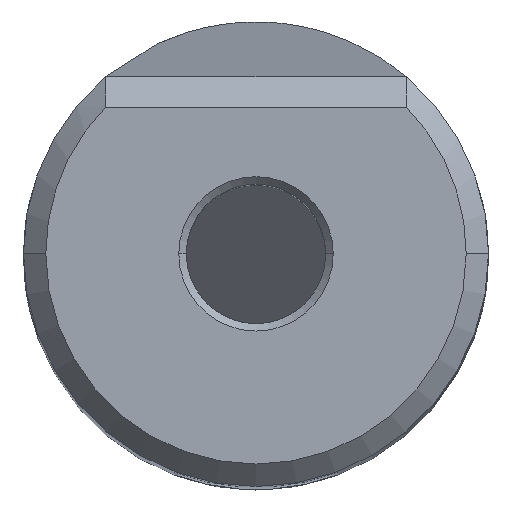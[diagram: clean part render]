
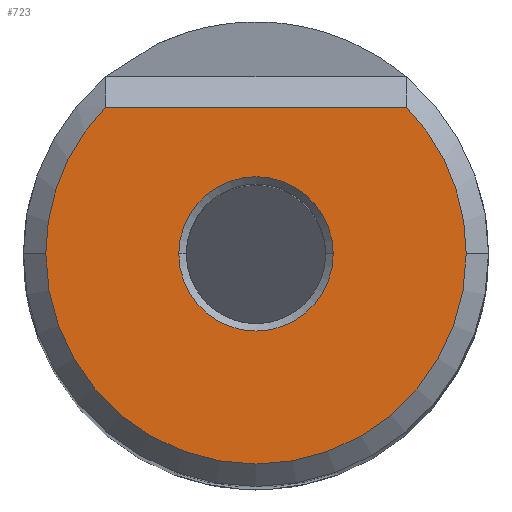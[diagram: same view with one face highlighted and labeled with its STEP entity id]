
A CAD part, top view. The second image highlights one B-rep face of the part: STEP entity #723.
In plain terms, the highlighted planar face has unit normal (0, 0, 1).
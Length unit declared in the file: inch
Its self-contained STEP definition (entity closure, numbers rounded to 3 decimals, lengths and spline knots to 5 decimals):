
#19 = CIRCLE ( 'NONE', #643, 0.10375 ) ;
#30 = DIRECTION ( 'NONE',  ( 1., 0., 0. ) ) ;
#44 = DIRECTION ( 'NONE',  ( 0., 0., -1. ) ) ;
#59 = CIRCLE ( 'NONE', #247, 0.10375 ) ;
#100 = EDGE_CURVE ( 'NONE', #168, #414, #642, .T. ) ;
#106 = ORIENTED_EDGE ( 'NONE', *, *, #649, .T. ) ;
#109 = DIRECTION ( 'NONE',  ( 0., 0., -1. ) ) ;
#113 = FACE_BOUND ( 'NONE', #356, .T. ) ;
#121 = CIRCLE ( 'NONE', #336, 0.2825 ) ;
#126 = DIRECTION ( 'NONE',  ( 0., 0., 1. ) ) ;
#144 = DIRECTION ( 'NONE',  ( 0., 0., 1. ) ) ;
#150 = CARTESIAN_POINT ( 'NONE',  ( -0.2825, 0., 0. ) ) ;
#168 = VERTEX_POINT ( 'NONE', #150 ) ;
#170 = CARTESIAN_POINT ( 'NONE',  ( 0.10375, 0., 0. ) ) ;
#191 = ORIENTED_EDGE ( 'NONE', *, *, #100, .T. ) ;
#213 = CARTESIAN_POINT ( 'NONE',  ( 0., 0., 0. ) ) ;
#246 = AXIS2_PLACEMENT_3D ( 'NONE', #213, #144, #279 ) ;
#247 = AXIS2_PLACEMENT_3D ( 'NONE', #707, #44, #654 ) ;
#249 = CARTESIAN_POINT ( 'NONE',  ( 0.20227, 0.19722, 0. ) ) ;
#252 = DIRECTION ( 'NONE',  ( 1., 0., 0. ) ) ;
#279 = DIRECTION ( 'NONE',  ( 1., 0., 0. ) ) ;
#289 = CARTESIAN_POINT ( 'NONE',  ( 0., 0., 0. ) ) ;
#295 = EDGE_LOOP ( 'NONE', ( #106, #191, #791, #394 ) ) ;
#308 = FACE_OUTER_BOUND ( 'NONE', #295, .T. ) ;
#319 = CARTESIAN_POINT ( 'NONE',  ( 0., 0., 0. ) ) ;
#336 = AXIS2_PLACEMENT_3D ( 'NONE', #810, #487, #742 ) ;
#356 = EDGE_LOOP ( 'NONE', ( #623, #785 ) ) ;
#368 = VERTEX_POINT ( 'NONE', #170 ) ;
#386 = EDGE_CURVE ( 'NONE', #368, #817, #59, .T. ) ;
#394 = ORIENTED_EDGE ( 'NONE', *, *, #729, .T. ) ;
#414 = VERTEX_POINT ( 'NONE', #647 ) ;
#439 = AXIS2_PLACEMENT_3D ( 'NONE', #449, #572, #576 ) ;
#446 = PLANE ( 'NONE',  #439 ) ;
#449 = CARTESIAN_POINT ( 'NONE',  ( 0., 0., 0. ) ) ;
#454 = VERTEX_POINT ( 'NONE', #767 ) ;
#487 = DIRECTION ( 'NONE',  ( 0., 0., 1. ) ) ;
#572 = DIRECTION ( 'NONE',  ( 0., 0., 1. ) ) ;
#576 = DIRECTION ( 'NONE',  ( 1., 0., 0. ) ) ;
#614 = CIRCLE ( 'NONE', #656, 0.2825 ) ;
#621 = EDGE_CURVE ( 'NONE', #817, #368, #19, .T. ) ;
#623 = ORIENTED_EDGE ( 'NONE', *, *, #386, .T. ) ;
#629 = VECTOR ( 'NONE', #828, 39.37008 ) ;
#642 = CIRCLE ( 'NONE', #246, 0.2825 ) ;
#643 = AXIS2_PLACEMENT_3D ( 'NONE', #289, #109, #30 ) ;
#647 = CARTESIAN_POINT ( 'NONE',  ( 0.2825, 0., 0. ) ) ;
#649 = EDGE_CURVE ( 'NONE', #454, #168, #121, .T. ) ;
#653 = CARTESIAN_POINT ( 'NONE',  ( 0., 0.19722, 0. ) ) ;
#654 = DIRECTION ( 'NONE',  ( 1., 0., 0. ) ) ;
#656 = AXIS2_PLACEMENT_3D ( 'NONE', #319, #126, #252 ) ;
#700 = VERTEX_POINT ( 'NONE', #249 ) ;
#707 = CARTESIAN_POINT ( 'NONE',  ( 0., 0., 0. ) ) ;
#723 = ADVANCED_FACE ( 'NONE', ( #113, #308 ), #446, .T. ) ;
#724 = CARTESIAN_POINT ( 'NONE',  ( -0.10375, 0., 0. ) ) ;
#729 = EDGE_CURVE ( 'NONE', #700, #454, #825, .T. ) ;
#738 = EDGE_CURVE ( 'NONE', #414, #700, #614, .T. ) ;
#742 = DIRECTION ( 'NONE',  ( 1., 0., 0. ) ) ;
#767 = CARTESIAN_POINT ( 'NONE',  ( -0.20227, 0.19722, 0. ) ) ;
#785 = ORIENTED_EDGE ( 'NONE', *, *, #621, .T. ) ;
#791 = ORIENTED_EDGE ( 'NONE', *, *, #738, .T. ) ;
#810 = CARTESIAN_POINT ( 'NONE',  ( 0., 0., 0. ) ) ;
#817 = VERTEX_POINT ( 'NONE', #724 ) ;
#825 = LINE ( 'NONE', #653, #629 ) ;
#828 = DIRECTION ( 'NONE',  ( -1., 0., 0. ) ) ;
